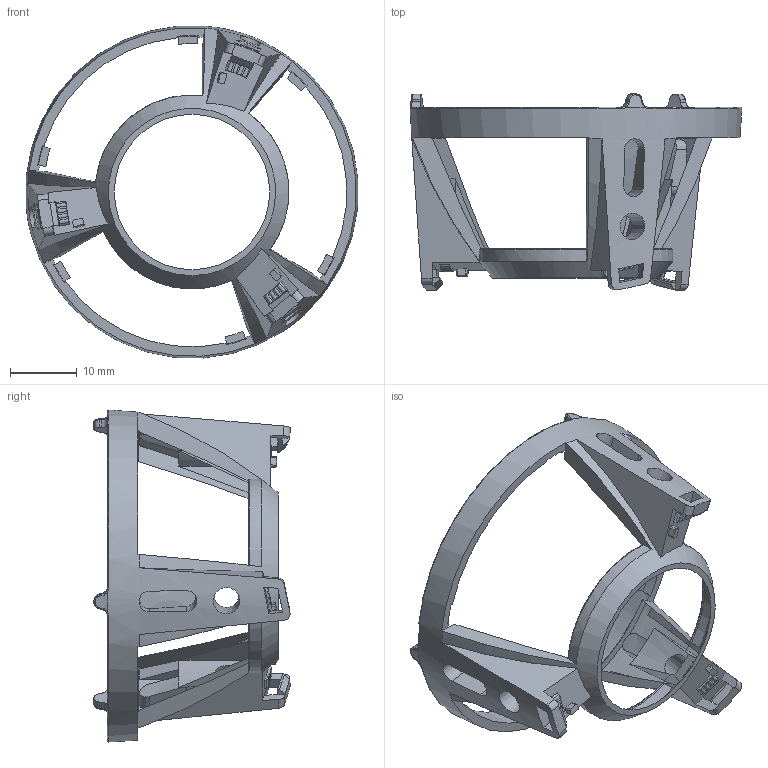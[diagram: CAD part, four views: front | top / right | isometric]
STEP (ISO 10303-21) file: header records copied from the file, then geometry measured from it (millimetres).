
FILE_DESCRIPTION(('STEP AP214'),'1');
FILE_NAME('Holder 79 Version Finale - Cage.stp','2025-12-15T12:36:00',(' '),(' '),'Spatial InterOp 3D',' ',' ');
FILE_SCHEMA(('AUTOMOTIVE_DESIGN { 1 0 10303 214 1 1 1 1 }'));
Length unit declared in the file: millimetre
Products named in the file (1): Holder 79* Version Finale - Cage
Bounding box: 49.65 x 29.32 x 49.65 mm (x, y, z)
Surface area: 4877.2 mm2 (no closed solid volume)
Topology: 0 solids, 7 shells, 450 faces, 1288 edges, 844 vertices
Faces by surface type: plane 178, extrusion 105, bspline 55, cone 46, cylinder 45, torus 21
Entity records: 22512 total; most frequent: CARTESIAN_POINT 8191, ORIENTED_EDGE 2560, DIRECTION 1613, EDGE_CURVE 1280, VERTEX_POINT 838, B_SPLINE_CURVE_WITH_KNOTS 718, AXIS2_PLACEMENT_3D 536, VECTOR 534
